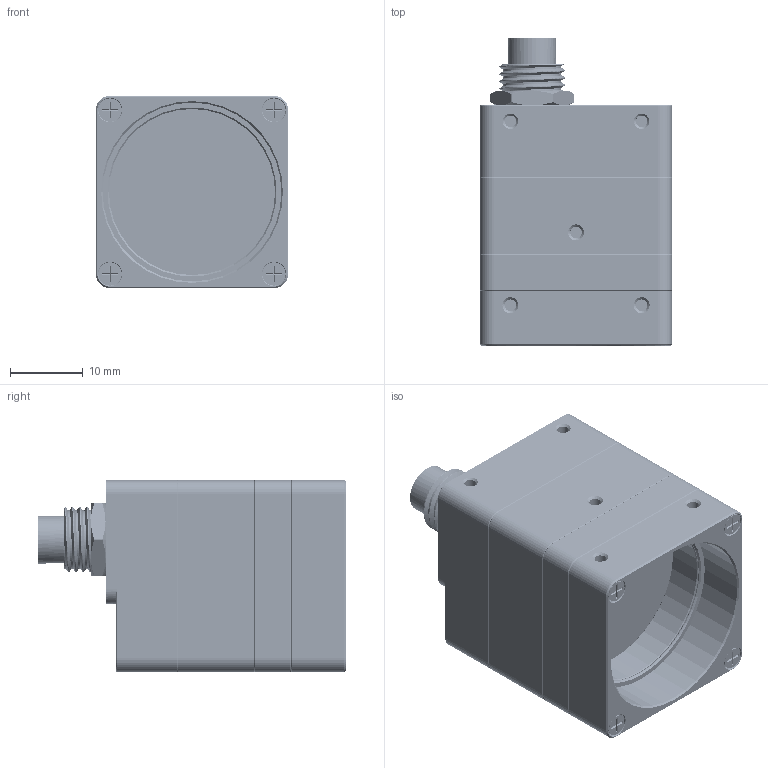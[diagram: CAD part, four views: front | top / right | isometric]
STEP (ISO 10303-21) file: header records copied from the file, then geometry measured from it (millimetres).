
FILE_DESCRIPTION(/* description */ (''),/* implementation_level */ '2;1');
FILE_NAME(/* name */ 'MC-SY-PG4-UB_01-STP.stp',/* time_stamp */ '2025-03-10T14:54:46+01:00',/* author */ (''),/* organization */ (''),/* preprocessor_version */ 'ST-DEVELOPER v18.102',/* originating_system */ 'SIEMENS PLM Software NX2206.8900',/* authorisation */ '');
FILE_SCHEMA (('AUTOMOTIVE_DESIGN { 1 0 10303 214 3 1 1 1 }'));
Products named in the file (18): MECH-MQ-CS-C; MECH-MQ-FRONT; MECH-LIGHTPIPE-1.63X4.14; SROB-M1.6X3-SLOT-STNLS; MT-IMX5x5x-SENSOR-PCA; MECH-MT124S-SY-GSKT; MECH-MT-MID-124_1; MECH-O-RING-22X1-VI370; FLT-BK7-AR2X-D25; MC-MAIN-UB-PCA_1; MC-CONN-PCA; CONN-09-0481-22-08; SROB-M2X14-CUST; MQ-FRONT-SUBA; MT-IMX5x5x-FRONT-SUBASSM; MECH-MC-REAR-UB-LP_MODEL; MC-REAR-UB-SUBASSM; MCXXXxG-SY-PG4-xx
Assembly tree (30 placements, depth 4):
  MCXXXxG-SY-PG4-xx
    SROB-M2X14-CUST  x4
    MC-REAR-UB-SUBASSM
      MECH-MC-REAR-UB-LP_MODEL
        MECH-LIGHTPIPE-1.63X4.14  x4
      CONN-09-0481-22-08
      MC-CONN-PCA
      MC-MAIN-UB-PCA_1
    MT-IMX5x5x-FRONT-SUBASSM
      FLT-BK7-AR2X-D25
      MECH-O-RING-22X1-VI370
      MECH-MT-MID-124_1
      MECH-MT124S-SY-GSKT
      MQ-FRONT-SUBA
        MECH-MQ-FRONT
        MECH-MQ-CS-C
        SROB-M2X14-CUST  x4
      MT-IMX5x5x-SENSOR-PCA
      SROB-M1.6X3-SLOT-STNLS  x4
Bounding box: 26.4 x 42.14 x 26.4 mm (x, y, z)
Volume: 12013.7 mm3; surface area: 20928.5 mm2
Topology: 43 solids, 43 shells, 8019 faces, 21386 edges, 14071 vertices
Faces by surface type: plane 5715, cylinder 1926, cone 321, torus 34, sphere 11, bspline 11, extrusion 1
Full cylindrical faces by diameter (mm): 0.435 x1, 0.7 x3, 0.8 x9, 1 x4, 1.3 x4, 1.6 x24, 1.7 x4, 1.9 x8, 2 x12, 2.1 x4, 3 x12, 3.2 x4, 3.35 x4, 9 x1, 9.1 x1, 21 x1, 21.6 x1, 22.8 x2, 24.4 x1, 24.541 x1, 25 x1, 25.1 x1
Entity records: 249761 total; most frequent: CARTESIAN_POINT 44398, ORIENTED_EDGE 40958, DIRECTION 40228, EDGE_CURVE 20479, VECTOR 15852, LINE 15851, VERTEX_POINT 13583, AXIS2_PLACEMENT_3D 12188
